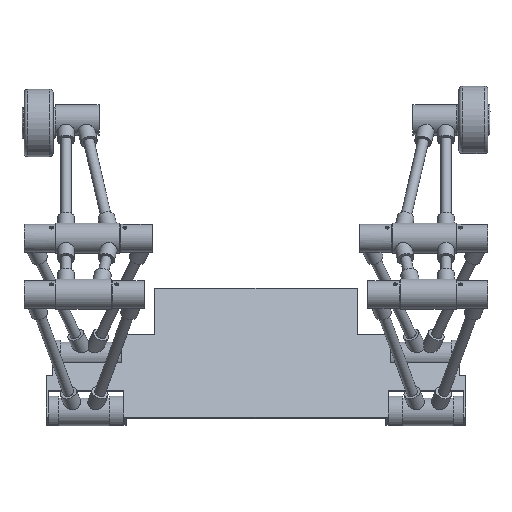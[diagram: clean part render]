
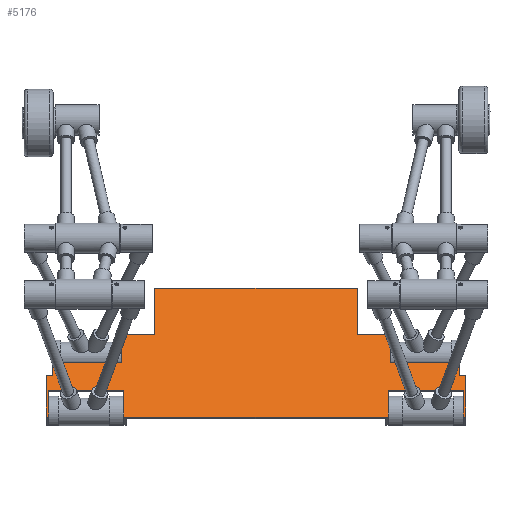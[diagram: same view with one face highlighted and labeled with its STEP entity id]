
A CAD part, top view. The second image highlights one B-rep face of the part: STEP entity #5176.
In plain terms, the highlighted face is planar.
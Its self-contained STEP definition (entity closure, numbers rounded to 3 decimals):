
#992=FACE_OUTER_BOUND('',#1267,.T.);
#1267=EDGE_LOOP('',(#3938,#3939,#3940,#3941,#3942,#3943,#3944,#3945,#3946,
#3947,#3948,#3949,#3950,#3951,#3952,#3953,#3954,#3955,#3956,#3957,#3958,
#3959,#3960,#3961,#3962,#3963,#3964,#3965,#3966,#3967,#3968,#3969,#3970,
#3971));
#1546=LINE('',#7899,#1883);
#1561=LINE('',#7940,#1898);
#1568=LINE('',#7957,#1905);
#1574=LINE('',#7973,#1911);
#1578=LINE('',#7982,#1915);
#1581=LINE('',#7987,#1918);
#1586=LINE('',#7995,#1923);
#1589=LINE('',#8003,#1926);
#1591=LINE('',#8009,#1928);
#1635=LINE('',#8109,#1972);
#1637=LINE('',#8112,#1974);
#1651=LINE('',#8145,#1988);
#1653=LINE('',#8155,#1990);
#1662=LINE('',#8172,#1999);
#1666=LINE('',#8179,#2003);
#1667=LINE('',#8182,#2004);
#1671=LINE('',#8190,#2008);
#1678=LINE('',#8204,#2015);
#1681=LINE('',#8215,#2018);
#1687=LINE('',#8231,#2024);
#1691=LINE('',#8239,#2028);
#1694=LINE('',#8246,#2031);
#1695=LINE('',#8249,#2032);
#1700=LINE('',#8266,#2037);
#1717=LINE('',#8306,#2054);
#1720=LINE('',#8316,#2057);
#1724=LINE('',#8322,#2061);
#1739=LINE('',#8355,#2076);
#1744=LINE('',#8372,#2081);
#1748=LINE('',#8382,#2085);
#1754=LINE('',#8394,#2091);
#1755=LINE('',#8397,#2092);
#1757=LINE('',#8403,#2094);
#1763=LINE('',#8421,#2100);
#1883=VECTOR('',#6349,10.);
#1898=VECTOR('',#6382,10.);
#1905=VECTOR('',#6395,10.);
#1911=VECTOR('',#6409,10.);
#1915=VECTOR('',#6417,10.);
#1918=VECTOR('',#6422,10.);
#1923=VECTOR('',#6429,10.);
#1926=VECTOR('',#6436,10.);
#1928=VECTOR('',#6442,10.);
#1972=VECTOR('',#6538,10.);
#1974=VECTOR('',#6542,10.);
#1988=VECTOR('',#6566,10.);
#1990=VECTOR('',#6576,10.);
#1999=VECTOR('',#6589,10.);
#2003=VECTOR('',#6595,10.);
#2004=VECTOR('',#6598,10.);
#2008=VECTOR('',#6604,10.);
#2015=VECTOR('',#6617,10.);
#2018=VECTOR('',#6626,10.);
#2024=VECTOR('',#6642,10.);
#2028=VECTOR('',#6650,10.);
#2031=VECTOR('',#6657,10.);
#2032=VECTOR('',#6660,10.);
#2037=VECTOR('',#6677,10.);
#2054=VECTOR('',#6722,10.);
#2057=VECTOR('',#6731,10.);
#2061=VECTOR('',#6739,10.);
#2076=VECTOR('',#6776,10.);
#2081=VECTOR('',#6791,10.);
#2085=VECTOR('',#6801,10.);
#2091=VECTOR('',#6813,10.);
#2092=VECTOR('',#6816,10.);
#2094=VECTOR('',#6822,10.);
#2100=VECTOR('',#6840,10.);
#2217=VERTEX_POINT('',#7892);
#2220=VERTEX_POINT('',#7897);
#2236=VERTEX_POINT('',#7937);
#2237=VERTEX_POINT('',#7939);
#2242=VERTEX_POINT('',#7953);
#2244=VERTEX_POINT('',#7956);
#2250=VERTEX_POINT('',#7971);
#2253=VERTEX_POINT('',#7981);
#2256=VERTEX_POINT('',#7993);
#2259=VERTEX_POINT('',#8001);
#2261=VERTEX_POINT('',#8007);
#2289=VERTEX_POINT('',#8103);
#2291=VERTEX_POINT('',#8107);
#2303=VERTEX_POINT('',#8140);
#2305=VERTEX_POINT('',#8143);
#2309=VERTEX_POINT('',#8154);
#2315=VERTEX_POINT('',#8170);
#2317=VERTEX_POINT('',#8177);
#2318=VERTEX_POINT('',#8181);
#2320=VERTEX_POINT('',#8187);
#2325=VERTEX_POINT('',#8202);
#2329=VERTEX_POINT('',#8212);
#2330=VERTEX_POINT('',#8214);
#2336=VERTEX_POINT('',#8236);
#2339=VERTEX_POINT('',#8244);
#2340=VERTEX_POINT('',#8248);
#2355=VERTEX_POINT('',#8305);
#2359=VERTEX_POINT('',#8315);
#2366=VERTEX_POINT('',#8354);
#2371=VERTEX_POINT('',#8366);
#2373=VERTEX_POINT('',#8370);
#2378=VERTEX_POINT('',#8390);
#2380=VERTEX_POINT('',#8396);
#2382=VERTEX_POINT('',#8402);
#2742=EDGE_CURVE('',#2217,#2220,#1546,.T.);
#2760=EDGE_CURVE('',#2236,#2237,#1561,.T.);
#2768=EDGE_CURVE('',#2242,#2244,#1568,.T.);
#2776=EDGE_CURVE('',#2250,#2242,#1574,.T.);
#2780=EDGE_CURVE('',#2244,#2253,#1578,.T.);
#2783=EDGE_CURVE('',#2220,#2253,#1581,.T.);
#2788=EDGE_CURVE('',#2256,#2250,#1586,.T.);
#2792=EDGE_CURVE('',#2259,#2256,#1589,.T.);
#2795=EDGE_CURVE('',#2261,#2259,#1591,.T.);
#2844=EDGE_CURVE('',#2289,#2291,#1635,.T.);
#2846=EDGE_CURVE('',#2291,#2237,#1637,.T.);
#2861=EDGE_CURVE('',#2303,#2305,#1651,.T.);
#2865=EDGE_CURVE('',#2309,#2303,#1653,.T.);
#2874=EDGE_CURVE('',#2305,#2315,#1662,.T.);
#2878=EDGE_CURVE('',#2317,#2315,#1666,.T.);
#2879=EDGE_CURVE('',#2318,#2309,#1667,.T.);
#2883=EDGE_CURVE('',#2320,#2317,#1671,.T.);
#2891=EDGE_CURVE('',#2325,#2320,#1678,.T.);
#2895=EDGE_CURVE('',#2330,#2329,#1681,.T.);
#2904=EDGE_CURVE('',#2330,#2325,#1687,.T.);
#2908=EDGE_CURVE('',#2336,#2329,#1691,.T.);
#2912=EDGE_CURVE('',#2339,#2336,#1694,.T.);
#2913=EDGE_CURVE('',#2340,#2339,#1695,.T.);
#2921=EDGE_CURVE('',#2340,#2289,#1700,.T.);
#2942=EDGE_CURVE('',#2355,#2318,#1717,.T.);
#2947=EDGE_CURVE('',#2359,#2355,#1720,.T.);
#2951=EDGE_CURVE('',#2359,#2261,#1724,.T.);
#2968=EDGE_CURVE('',#2366,#2217,#1739,.T.);
#2976=EDGE_CURVE('',#2373,#2371,#1744,.T.);
#2981=EDGE_CURVE('',#2373,#2366,#1748,.T.);
#2988=EDGE_CURVE('',#2378,#2371,#1754,.T.);
#2989=EDGE_CURVE('',#2380,#2378,#1755,.T.);
#2992=EDGE_CURVE('',#2382,#2380,#1757,.T.);
#3001=EDGE_CURVE('',#2382,#2236,#1763,.T.);
#3938=ORIENTED_EDGE('',*,*,#2989,.T.);
#3939=ORIENTED_EDGE('',*,*,#2988,.T.);
#3940=ORIENTED_EDGE('',*,*,#2976,.F.);
#3941=ORIENTED_EDGE('',*,*,#2981,.T.);
#3942=ORIENTED_EDGE('',*,*,#2968,.T.);
#3943=ORIENTED_EDGE('',*,*,#2742,.T.);
#3944=ORIENTED_EDGE('',*,*,#2783,.T.);
#3945=ORIENTED_EDGE('',*,*,#2780,.F.);
#3946=ORIENTED_EDGE('',*,*,#2768,.F.);
#3947=ORIENTED_EDGE('',*,*,#2776,.F.);
#3948=ORIENTED_EDGE('',*,*,#2788,.F.);
#3949=ORIENTED_EDGE('',*,*,#2792,.F.);
#3950=ORIENTED_EDGE('',*,*,#2795,.F.);
#3951=ORIENTED_EDGE('',*,*,#2951,.F.);
#3952=ORIENTED_EDGE('',*,*,#2947,.T.);
#3953=ORIENTED_EDGE('',*,*,#2942,.T.);
#3954=ORIENTED_EDGE('',*,*,#2879,.T.);
#3955=ORIENTED_EDGE('',*,*,#2865,.T.);
#3956=ORIENTED_EDGE('',*,*,#2861,.T.);
#3957=ORIENTED_EDGE('',*,*,#2874,.T.);
#3958=ORIENTED_EDGE('',*,*,#2878,.F.);
#3959=ORIENTED_EDGE('',*,*,#2883,.F.);
#3960=ORIENTED_EDGE('',*,*,#2891,.F.);
#3961=ORIENTED_EDGE('',*,*,#2904,.F.);
#3962=ORIENTED_EDGE('',*,*,#2895,.T.);
#3963=ORIENTED_EDGE('',*,*,#2908,.F.);
#3964=ORIENTED_EDGE('',*,*,#2912,.F.);
#3965=ORIENTED_EDGE('',*,*,#2913,.F.);
#3966=ORIENTED_EDGE('',*,*,#2921,.T.);
#3967=ORIENTED_EDGE('',*,*,#2844,.T.);
#3968=ORIENTED_EDGE('',*,*,#2846,.T.);
#3969=ORIENTED_EDGE('',*,*,#2760,.F.);
#3970=ORIENTED_EDGE('',*,*,#3001,.F.);
#3971=ORIENTED_EDGE('',*,*,#2992,.T.);
#5017=PLANE('',#5874);
#5176=ADVANCED_FACE('',(#992),#5017,.F.);
#5874=AXIS2_PLACEMENT_3D('',#8422,#6841,#6842);
#6349=DIRECTION('',(1.,0.,0.));
#6382=DIRECTION('',(0.,1.,0.));
#6395=DIRECTION('',(0.,-1.,0.));
#6409=DIRECTION('',(0.,-1.,0.));
#6417=DIRECTION('',(1.,0.,0.));
#6422=DIRECTION('',(0.,-1.,0.));
#6429=DIRECTION('',(1.,0.,0.));
#6436=DIRECTION('',(0.,1.,0.));
#6442=DIRECTION('',(0.,1.,0.));
#6538=DIRECTION('',(0.,1.,0.));
#6542=DIRECTION('',(1.,0.,0.));
#6566=DIRECTION('',(0.,-1.,0.));
#6576=DIRECTION('',(0.,-1.,0.));
#6589=DIRECTION('',(-1.,0.,0.));
#6595=DIRECTION('',(0.,-1.,0.));
#6598=DIRECTION('',(-1.,0.,0.));
#6604=DIRECTION('',(-1.,0.,0.));
#6617=DIRECTION('',(0.,-1.,0.));
#6626=DIRECTION('',(0.,-1.,0.));
#6642=DIRECTION('',(-1.,0.,0.));
#6650=DIRECTION('',(-1.,0.,0.));
#6657=DIRECTION('',(0.,-1.,0.));
#6660=DIRECTION('',(0.,-1.,0.));
#6677=DIRECTION('',(1.,0.,0.));
#6722=DIRECTION('',(0.,1.,0.));
#6731=DIRECTION('',(0.,1.,0.));
#6739=DIRECTION('',(1.,0.,0.));
#6776=DIRECTION('',(0.,-1.,0.));
#6791=DIRECTION('',(0.,-1.,0.));
#6801=DIRECTION('',(1.,0.,0.));
#6813=DIRECTION('',(1.,0.,0.));
#6816=DIRECTION('',(0.,-1.,0.));
#6822=DIRECTION('',(0.,-1.,0.));
#6840=DIRECTION('',(-1.,0.,0.));
#6841=DIRECTION('center_axis',(0.,0.,1.));
#6842=DIRECTION('ref_axis',(0.,1.,0.));
#7892=CARTESIAN_POINT('',(513.,-48.95,-23.5));
#7897=CARTESIAN_POINT('',(522.5,-48.95,-23.5));
#7899=CARTESIAN_POINT('',(518.5,-48.95,-23.5));
#7937=CARTESIAN_POINT('',(361.,23.5,-23.5));
#7939=CARTESIAN_POINT('',(361.,103.5,-23.5));
#7940=CARTESIAN_POINT('',(361.,23.5,-23.5));
#7953=CARTESIAN_POINT('',(518.5,-98.,-23.5));
#7956=CARTESIAN_POINT('',(518.5,-121.5,-23.5));
#7957=CARTESIAN_POINT('',(518.5,-48.95,-23.5));
#7971=CARTESIAN_POINT('',(518.5,-74.408,-23.5));
#7973=CARTESIAN_POINT('',(518.5,-48.95,-23.5));
#7981=CARTESIAN_POINT('',(522.5,-121.5,-23.5));
#7982=CARTESIAN_POINT('',(518.5,-121.5,-23.5));
#7987=CARTESIAN_POINT('',(522.5,-48.95,-23.5));
#7993=CARTESIAN_POINT('',(407.,-74.408,-23.5));
#7995=CARTESIAN_POINT('',(407.,-74.408,-23.5));
#8001=CARTESIAN_POINT('',(407.,-98.,-23.5));
#8003=CARTESIAN_POINT('',(407.,-121.5,-23.5));
#8007=CARTESIAN_POINT('',(407.,-121.5,-23.5));
#8009=CARTESIAN_POINT('',(407.,-121.5,-23.5));
#8103=CARTESIAN_POINT('',(61.,23.5,-23.5));
#8107=CARTESIAN_POINT('',(61.,103.5,-23.5));
#8109=CARTESIAN_POINT('',(61.,23.5,-23.5));
#8112=CARTESIAN_POINT('',(111.,103.5,-23.5));
#8140=CARTESIAN_POINT('',(-96.5,-98.,-23.5));
#8143=CARTESIAN_POINT('',(-96.5,-121.5,-23.5));
#8145=CARTESIAN_POINT('',(-96.5,-48.95,-23.5));
#8154=CARTESIAN_POINT('',(-96.5,-74.408,-23.5));
#8155=CARTESIAN_POINT('',(-96.5,-48.95,-23.5));
#8170=CARTESIAN_POINT('',(-100.5,-121.5,-23.5));
#8172=CARTESIAN_POINT('',(-96.5,-121.5,-23.5));
#8177=CARTESIAN_POINT('',(-100.5,-48.95,-23.5));
#8179=CARTESIAN_POINT('',(-100.5,-48.95,-23.5));
#8181=CARTESIAN_POINT('',(15.,-74.408,-23.5));
#8182=CARTESIAN_POINT('',(15.,-74.408,-23.5));
#8187=CARTESIAN_POINT('',(-91.,-48.95,-23.5));
#8190=CARTESIAN_POINT('',(-96.5,-48.95,-23.5));
#8202=CARTESIAN_POINT('',(-91.,0.,-23.5));
#8204=CARTESIAN_POINT('',(-91.,-26.442,-23.5));
#8212=CARTESIAN_POINT('',(-87.,-26.442,-23.5));
#8214=CARTESIAN_POINT('',(-87.,0.,-23.5));
#8215=CARTESIAN_POINT('',(-87.,-26.442,-23.5));
#8231=CARTESIAN_POINT('',(-87.,0.,-23.5));
#8236=CARTESIAN_POINT('',(11.,-26.442,-23.5));
#8239=CARTESIAN_POINT('',(11.,-26.442,-23.5));
#8244=CARTESIAN_POINT('',(11.,0.,-23.5));
#8246=CARTESIAN_POINT('',(11.,0.,-23.5));
#8248=CARTESIAN_POINT('',(11.,23.5,-23.5));
#8249=CARTESIAN_POINT('',(11.,23.5,-23.5));
#8266=CARTESIAN_POINT('',(15.,23.5,-23.5));
#8305=CARTESIAN_POINT('',(15.,-98.,-23.5));
#8306=CARTESIAN_POINT('',(15.,-121.5,-23.5));
#8315=CARTESIAN_POINT('',(15.,-121.5,-23.5));
#8316=CARTESIAN_POINT('',(15.,-121.5,-23.5));
#8322=CARTESIAN_POINT('',(15.,-121.5,-23.5));
#8354=CARTESIAN_POINT('',(513.,0.,-23.5));
#8355=CARTESIAN_POINT('',(513.,-26.442,-23.5));
#8366=CARTESIAN_POINT('',(509.,-26.442,-23.5));
#8370=CARTESIAN_POINT('',(509.,0.,-23.5));
#8372=CARTESIAN_POINT('',(509.,-26.442,-23.5));
#8382=CARTESIAN_POINT('',(509.,0.,-23.5));
#8390=CARTESIAN_POINT('',(411.,-26.442,-23.5));
#8394=CARTESIAN_POINT('',(411.,-26.442,-23.5));
#8396=CARTESIAN_POINT('',(411.,0.,-23.5));
#8397=CARTESIAN_POINT('',(411.,0.,-23.5));
#8402=CARTESIAN_POINT('',(411.,23.5,-23.5));
#8403=CARTESIAN_POINT('',(411.,23.5,-23.5));
#8421=CARTESIAN_POINT('',(407.,23.5,-23.5));
#8422=CARTESIAN_POINT('Origin',(407.,-33.95,-23.5));
